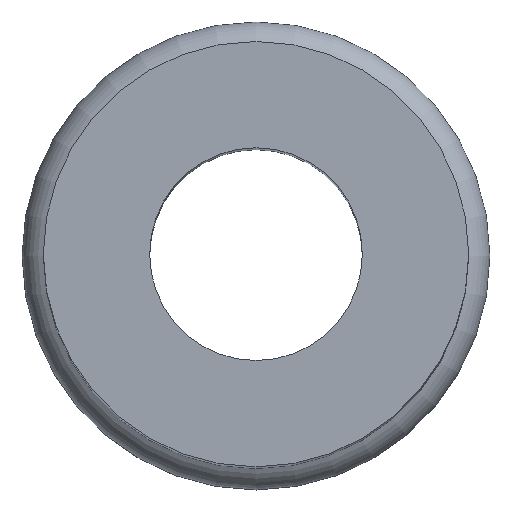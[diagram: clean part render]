
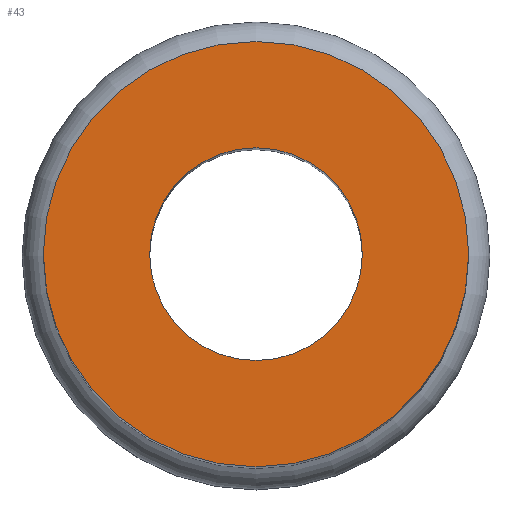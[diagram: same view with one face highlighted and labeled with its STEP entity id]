
A CAD part, top view. The second image highlights one B-rep face of the part: STEP entity #43.
In plain terms, the highlighted planar face has unit normal (0, 0, 1).
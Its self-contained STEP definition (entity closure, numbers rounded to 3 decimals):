
#43=ADVANCED_FACE('240[2]',(#99,#100),#101,.T.);
#53=EDGE_CURVE('240[2]',#116,#116,#117,.T.);
#72=EDGE_CURVE('240[2]',#144,#144,#145,.T.);
#99=FACE_OUTER_BOUND('',#166,.T.);
#100=FACE_BOUND('',#167,.T.);
#101=PLANE('',#168);
#116=VERTEX_POINT('',#187);
#117=CIRCLE('',#188,5.);
#144=VERTEX_POINT('',#222);
#145=CIRCLE('',#223,2.5);
#166=EDGE_LOOP('',(#238));
#167=EDGE_LOOP('',(#239));
#168=AXIS2_PLACEMENT_3D('',#240,#241,#242);
#187=CARTESIAN_POINT('',(0.,5.,24.5));
#188=AXIS2_PLACEMENT_3D('',#258,#259,#260);
#222=CARTESIAN_POINT('',(0.,2.5,24.5));
#223=AXIS2_PLACEMENT_3D('',#286,#287,#288);
#238=ORIENTED_EDGE('',*,*,#53,.F.);
#239=ORIENTED_EDGE('',*,*,#72,.T.);
#240=CARTESIAN_POINT('',(0.,3.75,24.5));
#241=DIRECTION('',(0.,0.,1.0));
#242=DIRECTION('',(0.,-1.0,0.));
#258=CARTESIAN_POINT('',(0.,0.,24.5));
#259=DIRECTION('',(0.,0.,-1.0));
#260=DIRECTION('',(0.,1.0,0.));
#286=CARTESIAN_POINT('',(0.,0.,24.5));
#287=DIRECTION('',(0.,0.,-1.0));
#288=DIRECTION('',(0.,1.0,0.));
